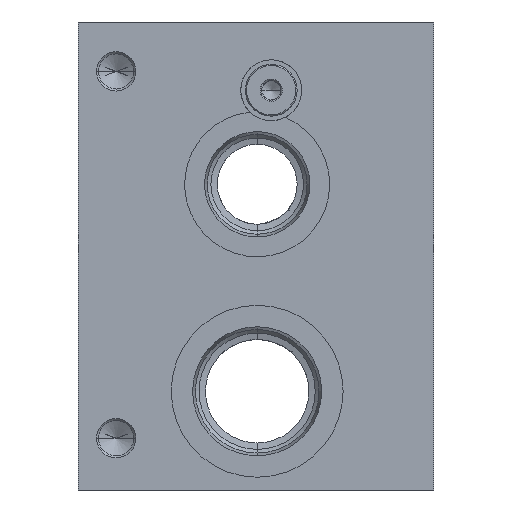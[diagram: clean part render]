
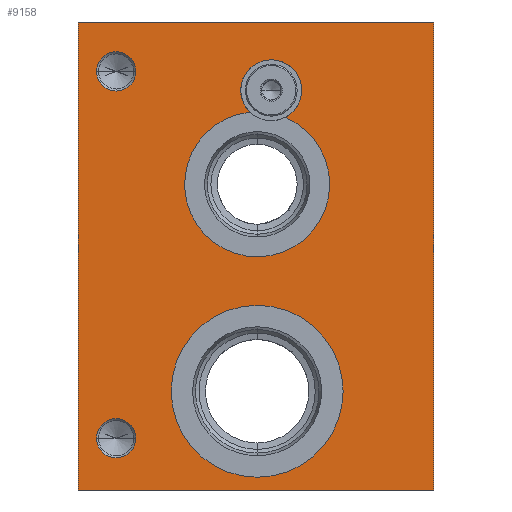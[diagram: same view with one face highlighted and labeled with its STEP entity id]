
A CAD part, front view. The second image highlights one B-rep face of the part: STEP entity #9158.
In plain terms, the highlighted planar face has unit normal (0, -1, 0).
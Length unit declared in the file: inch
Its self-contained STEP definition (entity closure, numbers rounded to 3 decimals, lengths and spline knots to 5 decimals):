
#5=DIRECTION('',(1.,0.,0.));
#6=VECTOR('',#5,4.719);
#7=CARTESIAN_POINT('',(0.,-15.75,0.));
#8=LINE('',#7,#6);
#80=DIRECTION('',(0.,0.,1.));
#81=VECTOR('',#80,6.219);
#82=CARTESIAN_POINT('',(4.719,-15.75,0.));
#83=LINE('',#82,#81);
#474=DIRECTION('',(0.,0.,1.));
#475=VECTOR('',#474,6.219);
#476=CARTESIAN_POINT('',(0.,-15.75,0.));
#477=LINE('',#476,#475);
#478=CARTESIAN_POINT('',(0.5,-15.75,0.688));
#479=DIRECTION('',(0.,1.,0.));
#480=DIRECTION('',(-1.,0.,0.));
#481=AXIS2_PLACEMENT_3D('',#478,#479,#480);
#483=CARTESIAN_POINT('',(0.5,-15.75,0.688));
#484=DIRECTION('',(0.,1.,0.));
#485=DIRECTION('',(1.,0.,0.));
#486=AXIS2_PLACEMENT_3D('',#483,#484,#485);
#488=CARTESIAN_POINT('',(0.5,-15.75,5.562));
#489=DIRECTION('',(0.,1.,0.));
#490=DIRECTION('',(-1.,0.,0.));
#491=AXIS2_PLACEMENT_3D('',#488,#489,#490);
#493=CARTESIAN_POINT('',(0.5,-15.75,5.562));
#494=DIRECTION('',(0.,1.,0.));
#495=DIRECTION('',(1.,0.,0.));
#496=AXIS2_PLACEMENT_3D('',#493,#494,#495);
#498=CARTESIAN_POINT('',(2.375,-15.75,1.312));
#499=DIRECTION('',(0.,1.,0.));
#500=DIRECTION('',(0.,0.,-1.));
#501=AXIS2_PLACEMENT_3D('',#498,#499,#500);
#503=CARTESIAN_POINT('',(2.375,-15.75,1.312));
#504=DIRECTION('',(0.,1.,0.));
#505=DIRECTION('',(0.,0.,1.));
#506=AXIS2_PLACEMENT_3D('',#503,#504,#505);
#508=CARTESIAN_POINT('',(2.562,-15.75,5.312));
#509=DIRECTION('',(0.,1.,0.));
#510=DIRECTION('',(-0.695,0.,-0.719));
#511=AXIS2_PLACEMENT_3D('',#508,#509,#510);
#513=CARTESIAN_POINT('',(2.562,-15.75,5.312));
#514=DIRECTION('',(0.,1.,0.));
#515=DIRECTION('',(0.,0.,1.));
#516=AXIS2_PLACEMENT_3D('',#513,#514,#515);
#530=DIRECTION('',(1.,0.,0.));
#531=VECTOR('',#530,4.719);
#532=CARTESIAN_POINT('',(0.,-15.75,6.219));
#533=LINE('',#532,#531);
#3047=CARTESIAN_POINT('',(2.375,-15.75,4.062));
#3048=DIRECTION('',(0.,1.,0.));
#3049=DIRECTION('',(0.385,0.,0.923));
#3050=AXIS2_PLACEMENT_3D('',#3047,#3048,#3049);
#7419=CARTESIAN_POINT('',(0.,-15.75,0.));
#7421=VERTEX_POINT('',#7419);
#7422=CARTESIAN_POINT('',(4.719,-15.75,0.));
#7423=VERTEX_POINT('',#7422);
#7427=CARTESIAN_POINT('',(0.,-15.75,6.219));
#7429=VERTEX_POINT('',#7427);
#7430=CARTESIAN_POINT('',(4.719,-15.75,6.219));
#7431=VERTEX_POINT('',#7430);
#8282=CARTESIAN_POINT('',(0.239,-15.75,0.688));
#8284=VERTEX_POINT('',#8282);
#8286=CARTESIAN_POINT('',(0.761,-15.75,0.688));
#8288=VERTEX_POINT('',#8286);
#8296=CARTESIAN_POINT('',(0.239,-15.75,5.562));
#8298=VERTEX_POINT('',#8296);
#8300=CARTESIAN_POINT('',(0.761,-15.75,5.562));
#8302=VERTEX_POINT('',#8300);
#8304=CARTESIAN_POINT('',(2.375,-15.75,0.17));
#8306=VERTEX_POINT('',#8304);
#8308=CARTESIAN_POINT('',(2.375,-15.75,2.454));
#8310=VERTEX_POINT('',#8308);
#8428=CARTESIAN_POINT('',(2.28047,-15.75,5.02085));
#8429=CARTESIAN_POINT('',(2.562,-15.75,5.717));
#8430=VERTEX_POINT('',#8428);
#8431=VERTEX_POINT('',#8429);
#8432=CARTESIAN_POINT('',(2.746,-15.75,4.95121));
#8433=VERTEX_POINT('',#8432);
#9120=CARTESIAN_POINT('',(0.,-15.75,0.));
#9121=DIRECTION('',(0.,-1.,0.));
#9122=DIRECTION('',(1.,0.,0.));
#9123=AXIS2_PLACEMENT_3D('',#9120,#9121,#9122);
#9124=PLANE('',#9123);
#9125=ORIENTED_EDGE('',*,*,#8800,.F.);
#9126=ORIENTED_EDGE('',*,*,#8825,.T.);
#9128=ORIENTED_EDGE('',*,*,#9127,.T.);
#9129=ORIENTED_EDGE('',*,*,#8878,.F.);
#9130=EDGE_LOOP('',(#9125,#9126,#9128,#9129));
#9131=FACE_OUTER_BOUND('',#9130,.F.);
#9133=ORIENTED_EDGE('',*,*,#9132,.F.);
#9135=ORIENTED_EDGE('',*,*,#9134,.F.);
#9136=EDGE_LOOP('',(#9133,#9135));
#9137=FACE_BOUND('',#9136,.F.);
#9139=ORIENTED_EDGE('',*,*,#9138,.F.);
#9141=ORIENTED_EDGE('',*,*,#9140,.F.);
#9142=EDGE_LOOP('',(#9139,#9141));
#9143=FACE_BOUND('',#9142,.F.);
#9145=ORIENTED_EDGE('',*,*,#9144,.F.);
#9147=ORIENTED_EDGE('',*,*,#9146,.F.);
#9148=EDGE_LOOP('',(#9145,#9147));
#9149=FACE_BOUND('',#9148,.F.);
#9151=ORIENTED_EDGE('',*,*,#9150,.F.);
#9153=ORIENTED_EDGE('',*,*,#9152,.F.);
#9155=ORIENTED_EDGE('',*,*,#9154,.F.);
#9156=EDGE_LOOP('',(#9151,#9153,#9155));
#9157=FACE_BOUND('',#9156,.F.);
#9158=ADVANCED_FACE('',(#9131,#9137,#9143,#9149,#9157),#9124,.T.);
#482=CIRCLE('',#481,0.261);
#487=CIRCLE('',#486,0.261);
#492=CIRCLE('',#491,0.261);
#497=CIRCLE('',#496,0.261);
#502=CIRCLE('',#501,1.142);
#507=CIRCLE('',#506,1.142);
#512=CIRCLE('',#511,0.405);
#517=CIRCLE('',#516,0.405);
#3051=CIRCLE('',#3050,0.9635);
#8800=EDGE_CURVE('',#7421,#7423,#8,.T.);
#8825=EDGE_CURVE('',#7421,#7429,#477,.T.);
#8878=EDGE_CURVE('',#7423,#7431,#83,.T.);
#9127=EDGE_CURVE('',#7429,#7431,#533,.T.);
#9132=EDGE_CURVE('',#8284,#8288,#482,.T.);
#9134=EDGE_CURVE('',#8288,#8284,#487,.T.);
#9138=EDGE_CURVE('',#8298,#8302,#492,.T.);
#9140=EDGE_CURVE('',#8302,#8298,#497,.T.);
#9144=EDGE_CURVE('',#8306,#8310,#502,.T.);
#9146=EDGE_CURVE('',#8310,#8306,#507,.T.);
#9150=EDGE_CURVE('',#8430,#8431,#512,.T.);
#9152=EDGE_CURVE('',#8433,#8430,#3051,.T.);
#9154=EDGE_CURVE('',#8431,#8433,#517,.T.);
